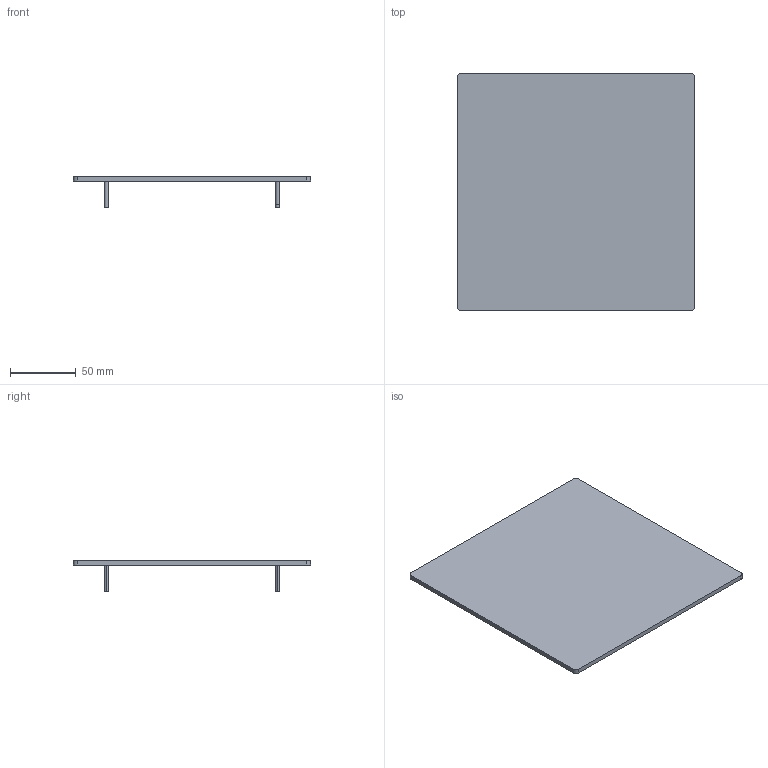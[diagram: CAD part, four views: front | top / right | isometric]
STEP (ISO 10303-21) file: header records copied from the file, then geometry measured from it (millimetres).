
FILE_DESCRIPTION (( 'STEP AP214' ), '1' );
FILE_NAME ('Bed KP3S.STEP', '2025-09-18T19:07:37', ( '' ), ( '' ), 'SwSTEP 2.0', 'SolidWorks 2024', '' );
FILE_SCHEMA (( 'AUTOMOTIVE_DESIGN' ));
Length unit declared in the file: metre
Products named in the file (1): Bed KP3S
Bounding box: 180 x 180 x 23.5 mm (x, y, z)
Volume: 113924.3 mm3; surface area: 68035.8 mm2
Topology: 2 solids, 2 shells, 26 faces, 54 edges, 36 vertices
Faces by surface type: cylinder 14, plane 12
Entity records: 738 total; most frequent: DIRECTION 136, CARTESIAN_POINT 117, ORIENTED_EDGE 108, AXIS2_PLACEMENT_3D 55, EDGE_CURVE 54, VERTEX_POINT 36, EDGE_LOOP 30, CIRCLE 28
